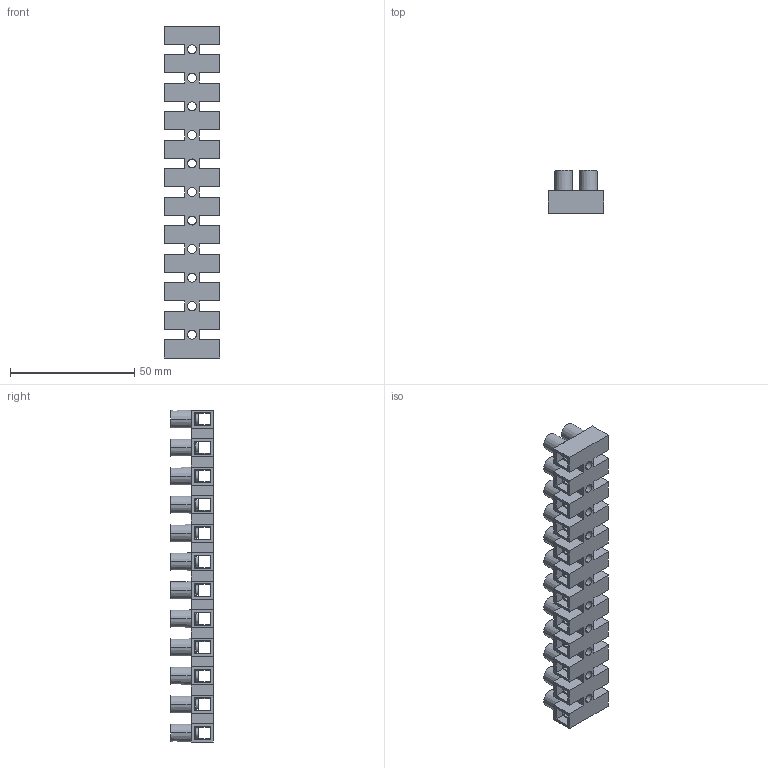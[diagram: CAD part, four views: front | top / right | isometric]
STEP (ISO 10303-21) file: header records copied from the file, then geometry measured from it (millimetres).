
FILE_DESCRIPTION(('Creo Elements/Direct Modeling STEP Export'),'2;1');
FILE_NAME('model.stp','2019-01-08T 9:24:23',(''),(''),'Creo Elements/Direct Modeling STEP processor for AP214 (Solid Model)','Creo Elements/Direct Modeling 18.1I 14-Aug-2016 (C) Parametric Technology GmbH','');
FILE_SCHEMA(('AUTOMOTIVE_DESIGN { 1 0 10303 214 1 1 1 1 }'));
Length unit declared in the file: millimetre
Products named in the file (2): EC_10_TR-select
Assembly tree (1 placements, depth 2):
  EC_10_TR-select
    EC_10_TR-select
Bounding box: 22.2 x 17.3 x 133.8 mm (x, y, z)
Volume: 17551 mm3; surface area: 22555.8 mm2
Topology: 1 solids, 1 shells, 596 faces, 1494 edges, 996 vertices
Faces by surface type: plane 430, cylinder 118, cone 48
Entity records: 20618 total; most frequent: ORIENTED_EDGE 2988, CARTESIAN_POINT 2643, DIRECTION 2320, EDGE_CURVE 1494, VERTEX_POINT 996, VECTOR 974, LINE 974, EDGE_LOOP 738
